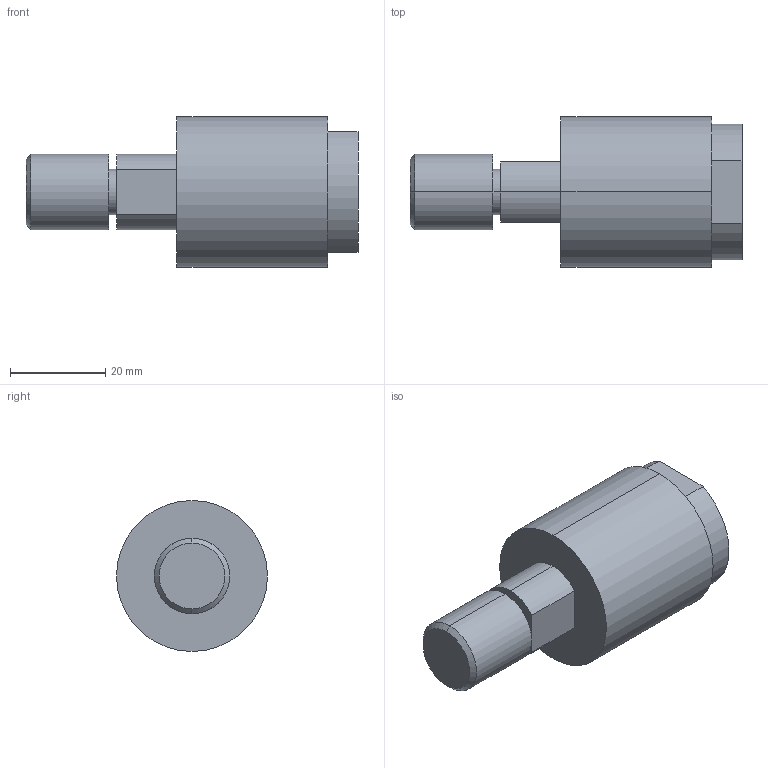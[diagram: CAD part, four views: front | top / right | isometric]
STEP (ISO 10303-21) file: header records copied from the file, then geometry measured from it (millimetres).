
FILE_DESCRIPTION((''),'2;1');
FILE_NAME('Ac625','2000-06-30T11:59:33',(''),(''),'AutoCAD STEP 2000','AutoCAD 2000',', , ');
FILE_SCHEMA(('CONFIG_CONTROL_DESIGN'));
Length unit declared in the file: inch
Bounding box: 69.85 x 31.75 x 31.75 mm (x, y, z)
Volume: 31058.1 mm3; surface area: 8020.6 mm2
Topology: 1 solids, 1 shells, 27 faces, 58 edges, 38 vertices
Faces by surface type: cylinder 14, plane 11, cone 2
Entity records: 845 total; most frequent: DIRECTION 144, CARTESIAN_POINT 124, ORIENTED_EDGE 116, AXIS2_PLACEMENT_3D 58, EDGE_CURVE 58, VERTEX_POINT 38, EDGE_LOOP 32, CIRCLE 30
